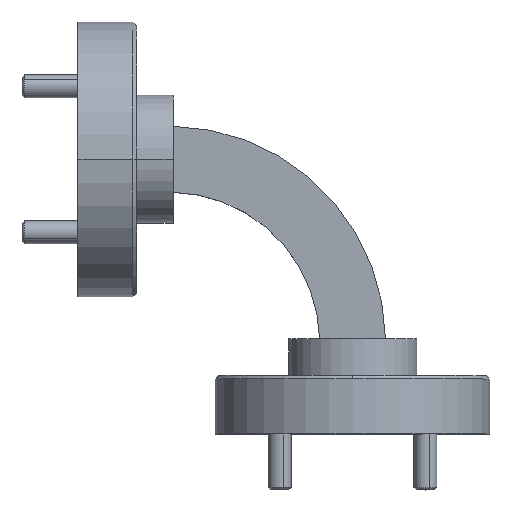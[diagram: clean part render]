
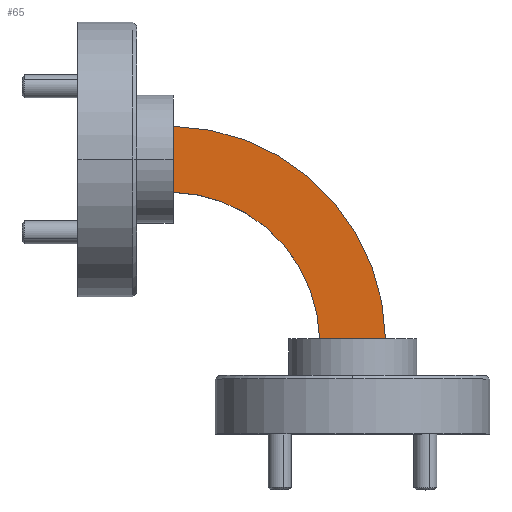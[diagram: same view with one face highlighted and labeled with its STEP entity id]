
A CAD part, top view. The second image highlights one B-rep face of the part: STEP entity #65.
In plain terms, the highlighted planar face has unit normal (0, 0, 1).
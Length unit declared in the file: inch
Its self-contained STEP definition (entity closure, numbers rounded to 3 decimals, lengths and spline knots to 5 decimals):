
#65 = ADVANCED_FACE ( 'NONE', ( #6753 ), #3460, .T. ) ;
#150 = LINE ( 'NONE', #5217, #5574 ) ;
#493 = VERTEX_POINT ( 'NONE', #6486 ) ;
#498 = EDGE_CURVE ( 'NONE', #977, #5507, #150, .T. ) ;
#977 = VERTEX_POINT ( 'NONE', #4279 ) ;
#990 = EDGE_LOOP ( 'NONE', ( #4922, #5091, #1490, #6750 ) ) ;
#1147 = CARTESIAN_POINT ( 'NONE',  ( 0.40091, 0.99955, -0.79679 ) ) ;
#1396 = VERTEX_POINT ( 'NONE', #5882 ) ;
#1407 = DIRECTION ( 'NONE',  ( 0., 1., 0. ) ) ;
#1490 = ORIENTED_EDGE ( 'NONE', *, *, #498, .F. ) ;
#1506 = LINE ( 'NONE', #5506, #2659 ) ;
#2286 = EDGE_CURVE ( 'NONE', #1396, #493, #1506, .T. ) ;
#2659 = VECTOR ( 'NONE', #4990, 39.37008 ) ;
#3028 = DIRECTION ( 'NONE',  ( 0., 0., -1. ) ) ;
#3099 = EDGE_CURVE ( 'NONE', #5507, #1396, #6623, .T. ) ;
#3423 = AXIS2_PLACEMENT_3D ( 'NONE', #4682, #3028, #5778 ) ;
#3460 = PLANE ( 'NONE',  #7335 ) ;
#3979 = DIRECTION ( 'NONE',  ( 1., 0., 0. ) ) ;
#4061 = CIRCLE ( 'NONE', #5585, 0.41 ) ;
#4279 = CARTESIAN_POINT ( 'NONE',  ( 0.40091, 0.81952, -0.79679 ) ) ;
#4682 = CARTESIAN_POINT ( 'NONE',  ( 0.39091, 0.40964, -0.79679 ) ) ;
#4695 = DIRECTION ( 'NONE',  ( 0., 0., -1. ) ) ;
#4922 = ORIENTED_EDGE ( 'NONE', *, *, #2286, .F. ) ;
#4990 = DIRECTION ( 'NONE',  ( -1., 0., 0. ) ) ;
#5091 = ORIENTED_EDGE ( 'NONE', *, *, #3099, .F. ) ;
#5160 = DIRECTION ( 'NONE',  ( 0., 0., 1. ) ) ;
#5217 = CARTESIAN_POINT ( 'NONE',  ( 0.40091, 0.81964, -0.79679 ) ) ;
#5506 = CARTESIAN_POINT ( 'NONE',  ( 0.39091, 0.41964, -0.79679 ) ) ;
#5507 = VERTEX_POINT ( 'NONE', #1147 ) ;
#5574 = VECTOR ( 'NONE', #1407, 39.37008 ) ;
#5585 = AXIS2_PLACEMENT_3D ( 'NONE', #6544, #4695, #6961 ) ;
#5632 = CARTESIAN_POINT ( 'NONE',  ( 0.39091, 0.81964, -0.79679 ) ) ;
#5778 = DIRECTION ( 'NONE',  ( -1., 0., 0. ) ) ;
#5882 = CARTESIAN_POINT ( 'NONE',  ( 0.98082, 0.41964, -0.79679 ) ) ;
#5934 = EDGE_CURVE ( 'NONE', #977, #493, #4061, .T. ) ;
#6486 = CARTESIAN_POINT ( 'NONE',  ( 0.80079, 0.41964, -0.79679 ) ) ;
#6544 = CARTESIAN_POINT ( 'NONE',  ( 0.39091, 0.40964, -0.79679 ) ) ;
#6623 = CIRCLE ( 'NONE', #3423, 0.59 ) ;
#6750 = ORIENTED_EDGE ( 'NONE', *, *, #5934, .T. ) ;
#6753 = FACE_OUTER_BOUND ( 'NONE', #990, .T. ) ;
#6961 = DIRECTION ( 'NONE',  ( -1., 0., 0. ) ) ;
#7335 = AXIS2_PLACEMENT_3D ( 'NONE', #5632, #5160, #3979 ) ;
